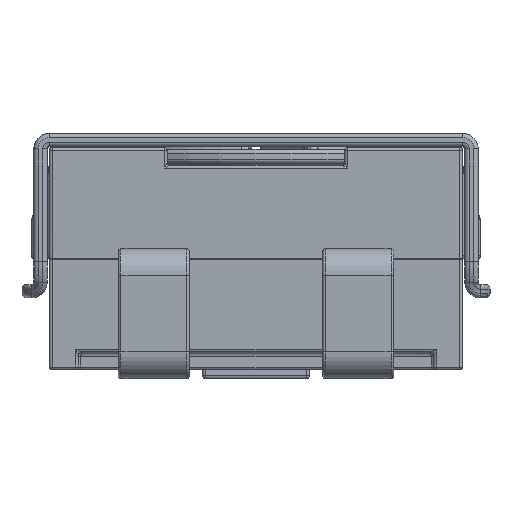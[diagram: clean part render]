
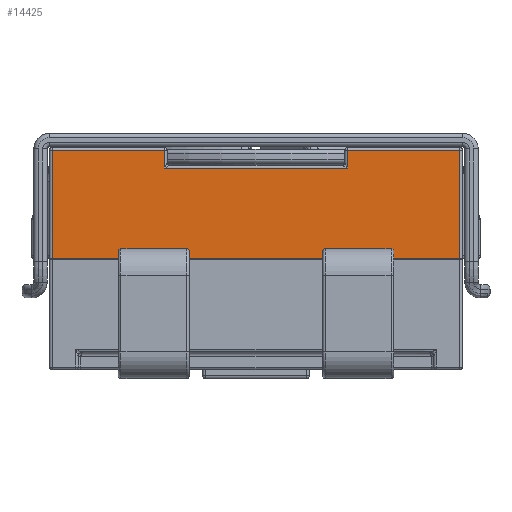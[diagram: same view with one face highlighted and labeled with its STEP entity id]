
A CAD part, front view. The second image highlights one B-rep face of the part: STEP entity #14425.
In plain terms, the highlighted planar face has unit normal (0, -1, 0).
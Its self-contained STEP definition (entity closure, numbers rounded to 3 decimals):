
#616=PLANE('',#15573);
#811=LINE('',#21879,#1652);
#822=LINE('',#21917,#1663);
#836=LINE('',#21983,#1677);
#855=LINE('',#22075,#1696);
#866=LINE('',#22113,#1707);
#880=LINE('',#22179,#1721);
#906=LINE('',#22242,#1747);
#907=LINE('',#22244,#1748);
#908=LINE('',#22246,#1749);
#909=LINE('',#22248,#1750);
#910=LINE('',#22250,#1751);
#911=LINE('',#22252,#1752);
#912=LINE('',#22254,#1753);
#913=LINE('',#22256,#1754);
#914=LINE('',#22257,#1755);
#915=LINE('',#22258,#1756);
#1652=VECTOR('',#17457,10.);
#1663=VECTOR('',#17492,10.);
#1677=VECTOR('',#17578,10.);
#1696=VECTOR('',#17677,10.);
#1707=VECTOR('',#17712,10.);
#1721=VECTOR('',#17798,10.);
#1747=VECTOR('',#17884,10.);
#1748=VECTOR('',#17885,10.);
#1749=VECTOR('',#17886,10.);
#1750=VECTOR('',#17887,10.);
#1751=VECTOR('',#17888,10.);
#1752=VECTOR('',#17889,10.);
#1753=VECTOR('',#17890,10.);
#1754=VECTOR('',#17891,10.);
#1755=VECTOR('',#17892,10.);
#1756=VECTOR('',#17893,10.);
#2955=FACE_OUTER_BOUND('',#3894,.T.);
#3894=EDGE_LOOP('',(#9591,#9592,#9593,#9594,#9595,#9596,#9597,#9598,#9599,
#9600,#9601,#9602,#9603,#9604,#9605,#9606,#9607,#9608,#9609,#9610));
#4823=CIRCLE('',#15424,0.03);
#4839=CIRCLE('',#15451,0.03);
#4877=CIRCLE('',#15512,0.03);
#4893=CIRCLE('',#15539,0.03);
#5758=VERTEX_POINT('',#21876);
#5759=VERTEX_POINT('',#21878);
#5773=VERTEX_POINT('',#21914);
#5774=VERTEX_POINT('',#21916);
#5780=VERTEX_POINT('',#21930);
#5790=VERTEX_POINT('',#21973);
#5822=VERTEX_POINT('',#22072);
#5823=VERTEX_POINT('',#22074);
#5837=VERTEX_POINT('',#22110);
#5838=VERTEX_POINT('',#22112);
#5844=VERTEX_POINT('',#22126);
#5854=VERTEX_POINT('',#22169);
#5861=VERTEX_POINT('',#22241);
#5862=VERTEX_POINT('',#22243);
#5863=VERTEX_POINT('',#22245);
#5864=VERTEX_POINT('',#22247);
#5865=VERTEX_POINT('',#22249);
#5866=VERTEX_POINT('',#22251);
#5867=VERTEX_POINT('',#22253);
#5868=VERTEX_POINT('',#22255);
#7006=EDGE_CURVE('',#5759,#5758,#811,.T.);
#7025=EDGE_CURVE('',#5774,#5773,#822,.T.);
#7032=EDGE_CURVE('',#5774,#5780,#4823,.F.);
#7054=EDGE_CURVE('',#5790,#5758,#4839,.F.);
#7059=EDGE_CURVE('',#5790,#5780,#836,.T.);
#7104=EDGE_CURVE('',#5823,#5822,#855,.T.);
#7123=EDGE_CURVE('',#5838,#5837,#866,.T.);
#7130=EDGE_CURVE('',#5838,#5844,#4877,.F.);
#7152=EDGE_CURVE('',#5854,#5822,#4893,.F.);
#7157=EDGE_CURVE('',#5854,#5844,#880,.T.);
#7187=EDGE_CURVE('',#5861,#5837,#906,.T.);
#7188=EDGE_CURVE('',#5862,#5861,#907,.T.);
#7189=EDGE_CURVE('',#5863,#5862,#908,.T.);
#7190=EDGE_CURVE('',#5864,#5863,#909,.T.);
#7191=EDGE_CURVE('',#5865,#5864,#910,.T.);
#7192=EDGE_CURVE('',#5866,#5865,#911,.T.);
#7193=EDGE_CURVE('',#5867,#5866,#912,.T.);
#7194=EDGE_CURVE('',#5868,#5867,#913,.T.);
#7195=EDGE_CURVE('',#5759,#5868,#914,.T.);
#7196=EDGE_CURVE('',#5823,#5773,#915,.T.);
#9591=ORIENTED_EDGE('',*,*,#7104,.T.);
#9592=ORIENTED_EDGE('',*,*,#7152,.F.);
#9593=ORIENTED_EDGE('',*,*,#7157,.T.);
#9594=ORIENTED_EDGE('',*,*,#7130,.F.);
#9595=ORIENTED_EDGE('',*,*,#7123,.T.);
#9596=ORIENTED_EDGE('',*,*,#7187,.F.);
#9597=ORIENTED_EDGE('',*,*,#7188,.F.);
#9598=ORIENTED_EDGE('',*,*,#7189,.F.);
#9599=ORIENTED_EDGE('',*,*,#7190,.F.);
#9600=ORIENTED_EDGE('',*,*,#7191,.F.);
#9601=ORIENTED_EDGE('',*,*,#7192,.F.);
#9602=ORIENTED_EDGE('',*,*,#7193,.F.);
#9603=ORIENTED_EDGE('',*,*,#7194,.F.);
#9604=ORIENTED_EDGE('',*,*,#7195,.F.);
#9605=ORIENTED_EDGE('',*,*,#7006,.T.);
#9606=ORIENTED_EDGE('',*,*,#7054,.F.);
#9607=ORIENTED_EDGE('',*,*,#7059,.T.);
#9608=ORIENTED_EDGE('',*,*,#7032,.F.);
#9609=ORIENTED_EDGE('',*,*,#7025,.T.);
#9610=ORIENTED_EDGE('',*,*,#7196,.F.);
#14425=ADVANCED_FACE('',(#2955),#616,.T.);
#15424=AXIS2_PLACEMENT_3D('',#21931,#17504,#17505);
#15451=AXIS2_PLACEMENT_3D('',#21974,#17564,#17565);
#15512=AXIS2_PLACEMENT_3D('',#22127,#17724,#17725);
#15539=AXIS2_PLACEMENT_3D('',#22170,#17784,#17785);
#15573=AXIS2_PLACEMENT_3D('',#22240,#17882,#17883);
#17457=DIRECTION('',(0.,0.,1.));
#17492=DIRECTION('',(0.,0.,-1.));
#17504=DIRECTION('center_axis',(0.,1.,0.));
#17505=DIRECTION('ref_axis',(0.707,0.,0.707));
#17564=DIRECTION('center_axis',(0.,1.,0.));
#17565=DIRECTION('ref_axis',(-0.707,0.,0.707));
#17578=DIRECTION('',(1.,0.,0.));
#17677=DIRECTION('',(0.,0.,1.));
#17712=DIRECTION('',(0.,0.,-1.));
#17724=DIRECTION('center_axis',(0.,1.,0.));
#17725=DIRECTION('ref_axis',(0.707,0.,0.707));
#17784=DIRECTION('center_axis',(0.,1.,0.));
#17785=DIRECTION('ref_axis',(-0.707,0.,0.707));
#17798=DIRECTION('',(1.,0.,0.));
#17882=DIRECTION('center_axis',(0.,-1.,0.));
#17883=DIRECTION('ref_axis',(1.,0.,0.));
#17884=DIRECTION('',(-1.,0.,0.));
#17885=DIRECTION('',(0.,0.,-1.));
#17886=DIRECTION('',(1.,0.,0.));
#17887=DIRECTION('',(0.,0.,1.));
#17888=DIRECTION('',(1.,0.,0.));
#17889=DIRECTION('',(0.,0.,-1.));
#17890=DIRECTION('',(1.,0.,0.));
#17891=DIRECTION('',(0.,0.,1.));
#17892=DIRECTION('',(-1.,0.,0.));
#17893=DIRECTION('',(-1.,0.,0.));
#21876=CARTESIAN_POINT('',(-1.55,-2.25,1.433));
#21878=CARTESIAN_POINT('',(-1.55,-2.25,1.355));
#21879=CARTESIAN_POINT('',(-1.55,-2.25,0.781));
#21914=CARTESIAN_POINT('',(-0.75,-2.25,1.355));
#21916=CARTESIAN_POINT('',(-0.75,-2.25,1.433));
#21917=CARTESIAN_POINT('',(-0.75,-2.25,0.681));
#21930=CARTESIAN_POINT('',(-0.78,-2.25,1.463));
#21931=CARTESIAN_POINT('Origin',(-0.78,-2.25,1.433));
#21973=CARTESIAN_POINT('',(-1.52,-2.25,1.463));
#21974=CARTESIAN_POINT('Origin',(-1.52,-2.25,1.433));
#21983=CARTESIAN_POINT('',(-1.538,-2.25,1.463));
#22072=CARTESIAN_POINT('',(0.75,-2.25,1.433));
#22074=CARTESIAN_POINT('',(0.75,-2.25,1.355));
#22075=CARTESIAN_POINT('',(0.75,-2.25,0.781));
#22110=CARTESIAN_POINT('',(1.55,-2.25,1.355));
#22112=CARTESIAN_POINT('',(1.55,-2.25,1.433));
#22113=CARTESIAN_POINT('',(1.55,-2.25,0.681));
#22126=CARTESIAN_POINT('',(1.52,-2.25,1.463));
#22127=CARTESIAN_POINT('Origin',(1.52,-2.25,1.433));
#22169=CARTESIAN_POINT('',(0.78,-2.25,1.463));
#22170=CARTESIAN_POINT('Origin',(0.78,-2.25,1.433));
#22179=CARTESIAN_POINT('',(-0.388,-2.25,1.463));
#22240=CARTESIAN_POINT('Origin',(-2.325,-2.25,0.1));
#22241=CARTESIAN_POINT('',(2.295,-2.25,1.355));
#22242=CARTESIAN_POINT('',(-1.163,-2.25,1.355));
#22243=CARTESIAN_POINT('',(2.295,-2.25,2.57));
#22244=CARTESIAN_POINT('',(2.295,-2.25,0.1));
#22245=CARTESIAN_POINT('',(1.03,-2.25,2.57));
#22246=CARTESIAN_POINT('',(-1.163,-2.25,2.57));
#22247=CARTESIAN_POINT('',(1.03,-2.25,2.37));
#22248=CARTESIAN_POINT('',(1.03,-2.25,1.35));
#22249=CARTESIAN_POINT('',(-1.03,-2.25,2.37));
#22250=CARTESIAN_POINT('',(-1.163,-2.25,2.37));
#22251=CARTESIAN_POINT('',(-1.03,-2.25,2.57));
#22252=CARTESIAN_POINT('',(-1.03,-2.25,1.35));
#22253=CARTESIAN_POINT('',(-2.295,-2.25,2.57));
#22254=CARTESIAN_POINT('',(-1.163,-2.25,2.57));
#22255=CARTESIAN_POINT('',(-2.295,-2.25,1.355));
#22256=CARTESIAN_POINT('',(-2.295,-2.25,0.1));
#22257=CARTESIAN_POINT('',(-1.163,-2.25,1.355));
#22258=CARTESIAN_POINT('',(-1.163,-2.25,1.355));
